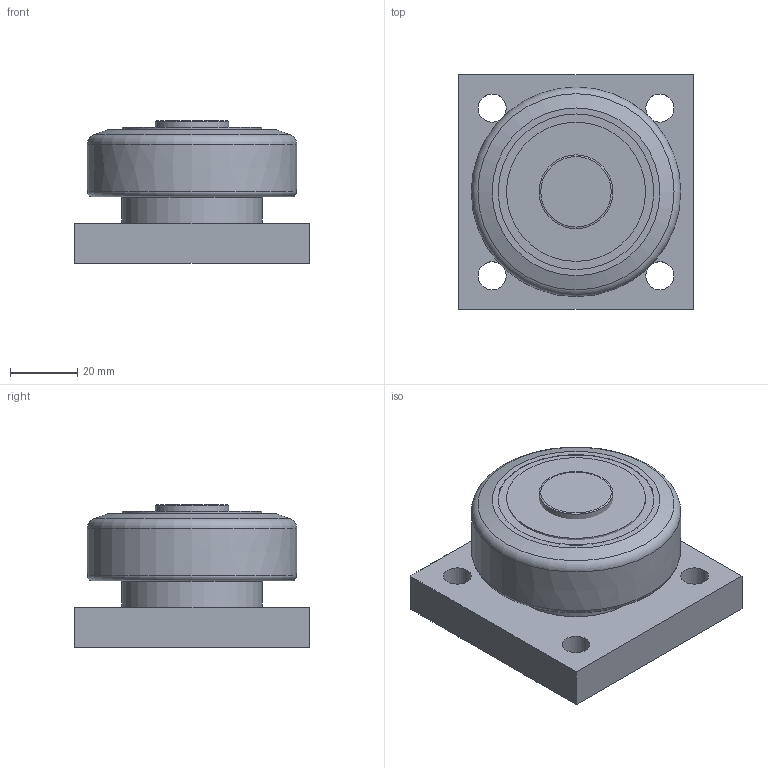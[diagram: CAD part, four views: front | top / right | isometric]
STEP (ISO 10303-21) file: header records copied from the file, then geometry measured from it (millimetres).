
FILE_DESCRIPTION(/* description */ ('-'),/* implementation_level */ '2;1');
FILE_NAME(/* name */ 'TR 060.0368 BQ1000.stp',/* time_stamp */ '2022-07-27T09:50:05+02:00',/* author */ ('hipp'),/* organization */ (''),/* preprocessor_version */ 'ST-DEVELOPER v18.1',/* originating_system */ 'Autodesk Inventor 2020',/* authorisation */ '');
FILE_SCHEMA (('AUTOMOTIVE_DESIGN { 1 0 10303 214 3 1 1 }'));
Length unit declared in the file: millimetre
Products named in the file (1): TR 060.0368 BQ1000_Kontur
Bounding box: 70 x 70 x 42.5 mm (x, y, z)
Volume: 189126.3 mm3; surface area: 44475.9 mm2
Topology: 7 solids, 7 shells, 51 faces, 121 edges, 90 vertices
Faces by surface type: plane 24, cylinder 16, torus 7, cone 3, bspline 1
Full cylindrical faces by diameter (mm): 8.376 x4, 22 x1, 30 x1, 37 x1, 38 x2, 41.5 x1, 42 x1, 42.1 x2, 45 x1, 45.5 x1, 47 x1
Entity records: 1729 total; most frequent: DIRECTION 313, CARTESIAN_POINT 289, ORIENTED_EDGE 242, AXIS2_PLACEMENT_3D 141, EDGE_CURVE 121, CIRCLE 90, VERTEX_POINT 90, EDGE_LOOP 65
